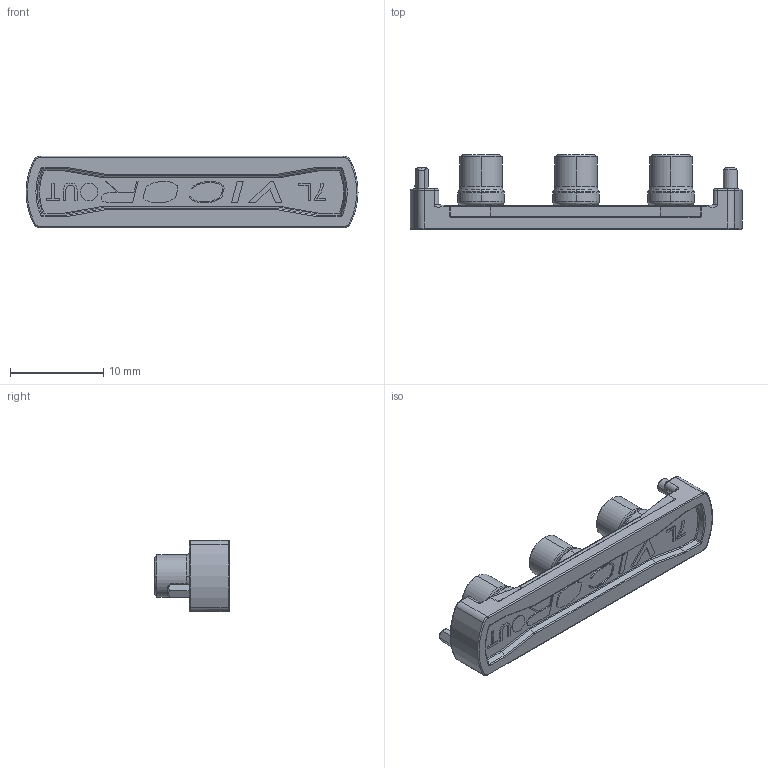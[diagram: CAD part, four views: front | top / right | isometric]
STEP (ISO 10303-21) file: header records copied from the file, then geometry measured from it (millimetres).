
FILE_DESCRIPTION (( 'STEP AP214' ), '1' );
FILE_NAME ('18381_18393_18373_20029-02-Output.STEP', '2012-08-16T15:00:13', ( 'Vicor User' ), ( 'Microsoft' ), 'SwSTEP 2.0', 'SolidWorks 2012', '' );
FILE_SCHEMA (( 'AUTOMOTIVE_DESIGN' ));
Length unit declared in the file: inch
Products named in the file (1): 18381_18393_18373_20029-02-Output
Bounding box: 35.52 x 8 x 7.62 mm (x, y, z)
Volume: 881.6 mm3; surface area: 1124.6 mm2
Topology: 1 solids, 1 shells, 493 faces, 1283 edges, 811 vertices
Faces by surface type: plane 246, bspline 206, cylinder 24, cone 17
Entity records: 22594 total; most frequent: CARTESIAN_POINT 10965, ORIENTED_EDGE 2566, DIRECTION 1635, EDGE_CURVE 1283, VERTEX_POINT 811, VECTOR 775, LINE 775, EDGE_LOOP 512
